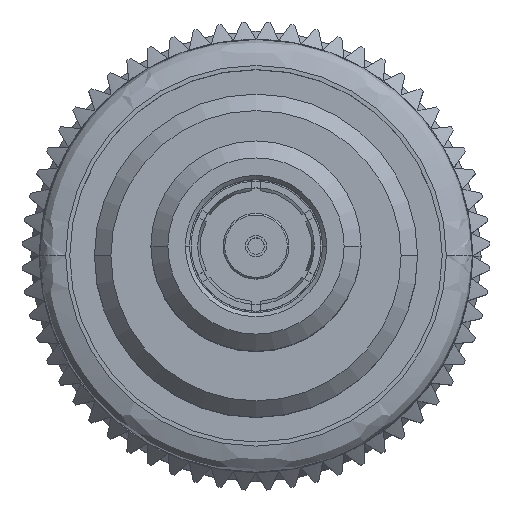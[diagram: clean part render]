
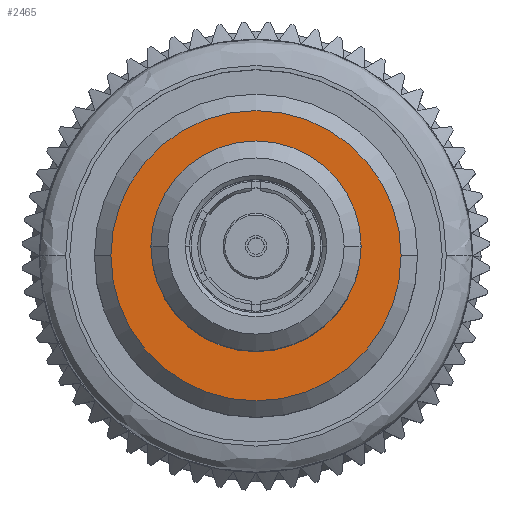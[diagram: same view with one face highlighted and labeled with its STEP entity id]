
A CAD part, top view. The second image highlights one B-rep face of the part: STEP entity #2465.
In plain terms, the highlighted face is planar.
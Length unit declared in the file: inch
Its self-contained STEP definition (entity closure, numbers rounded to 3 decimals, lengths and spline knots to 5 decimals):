
#543 = CARTESIAN_POINT ( 'NONE',  ( 0.95378, 0., -0.17667 ) ) ;
#694 = CARTESIAN_POINT ( 'NONE',  ( 0.95378, 0., 0.17667 ) ) ;
#978 = PLANE ( 'NONE',  #11020 ) ;
#1102 = ORIENTED_EDGE ( 'NONE', *, *, #8055, .T. ) ;
#1562 = EDGE_CURVE ( 'NONE', #4868, #15368, #15587, .T. ) ;
#2263 = AXIS2_PLACEMENT_3D ( 'NONE', #7520, #3379, #5918 ) ;
#2386 = CARTESIAN_POINT ( 'NONE',  ( 0.95378, -0.28473, -0.30029 ) ) ;
#2465 = ADVANCED_FACE ( 'NONE', ( #16959, #4939 ), #978, .F. ) ;
#2802 = CARTESIAN_POINT ( 'NONE',  ( 0.95378, 0., 0.053 ) ) ;
#2928 = DIRECTION ( 'NONE',  ( 0., 0., 1. ) ) ;
#3379 = DIRECTION ( 'NONE',  ( 1., 0., 0. ) ) ;
#4868 = VERTEX_POINT ( 'NONE', #543 ) ;
#4907 = DIRECTION ( 'NONE',  ( 1., 0., 0. ) ) ;
#4939 = FACE_OUTER_BOUND ( 'NONE', #5042, .T. ) ;
#5042 = EDGE_LOOP ( 'NONE', ( #1102, #17247 ) ) ;
#5818 = DIRECTION ( 'NONE',  ( 1., 0., 0. ) ) ;
#5918 = DIRECTION ( 'NONE',  ( 0., 0., 1. ) ) ;
#6958 = VERTEX_POINT ( 'NONE', #2802 ) ;
#7494 = ORIENTED_EDGE ( 'NONE', *, *, #11562, .F. ) ;
#7520 = CARTESIAN_POINT ( 'NONE',  ( 0.95378, 0., 0. ) ) ;
#7632 = ORIENTED_EDGE ( 'NONE', *, *, #13717, .F. ) ;
#7641 = CARTESIAN_POINT ( 'NONE',  ( 0.95378, 0., 0. ) ) ;
#8022 = CIRCLE ( 'NONE', #10260, 0.17667 ) ;
#8055 = EDGE_CURVE ( 'NONE', #15368, #4868, #8022, .T. ) ;
#8875 = VERTEX_POINT ( 'NONE', #13553 ) ;
#10184 = EDGE_LOOP ( 'NONE', ( #7494, #7632 ) ) ;
#10260 = AXIS2_PLACEMENT_3D ( 'NONE', #14963, #5818, #2928 ) ;
#10294 = DIRECTION ( 'NONE',  ( 0., 0., 1. ) ) ;
#11020 = AXIS2_PLACEMENT_3D ( 'NONE', #2386, #11698, #10294 ) ;
#11497 = CIRCLE ( 'NONE', #2263, 0.053 ) ;
#11562 = EDGE_CURVE ( 'NONE', #6958, #8875, #15641, .T. ) ;
#11698 = DIRECTION ( 'NONE',  ( -1., 0., 0. ) ) ;
#13239 = CARTESIAN_POINT ( 'NONE',  ( 0.95378, 0., 0. ) ) ;
#13553 = CARTESIAN_POINT ( 'NONE',  ( 0.95378, 0., -0.053 ) ) ;
#13665 = AXIS2_PLACEMENT_3D ( 'NONE', #13239, #14288, #15689 ) ;
#13717 = EDGE_CURVE ( 'NONE', #8875, #6958, #11497, .T. ) ;
#14288 = DIRECTION ( 'NONE',  ( 1., 0., 0. ) ) ;
#14963 = CARTESIAN_POINT ( 'NONE',  ( 0.95378, 0., 0. ) ) ;
#15368 = VERTEX_POINT ( 'NONE', #694 ) ;
#15587 = CIRCLE ( 'NONE', #16414, 0.17667 ) ;
#15641 = CIRCLE ( 'NONE', #13665, 0.053 ) ;
#15689 = DIRECTION ( 'NONE',  ( 0., 0., 1. ) ) ;
#16414 = AXIS2_PLACEMENT_3D ( 'NONE', #7641, #4907, #17184 ) ;
#16959 = FACE_BOUND ( 'NONE', #10184, .T. ) ;
#17184 = DIRECTION ( 'NONE',  ( 0., 0., 1. ) ) ;
#17247 = ORIENTED_EDGE ( 'NONE', *, *, #1562, .T. ) ;
